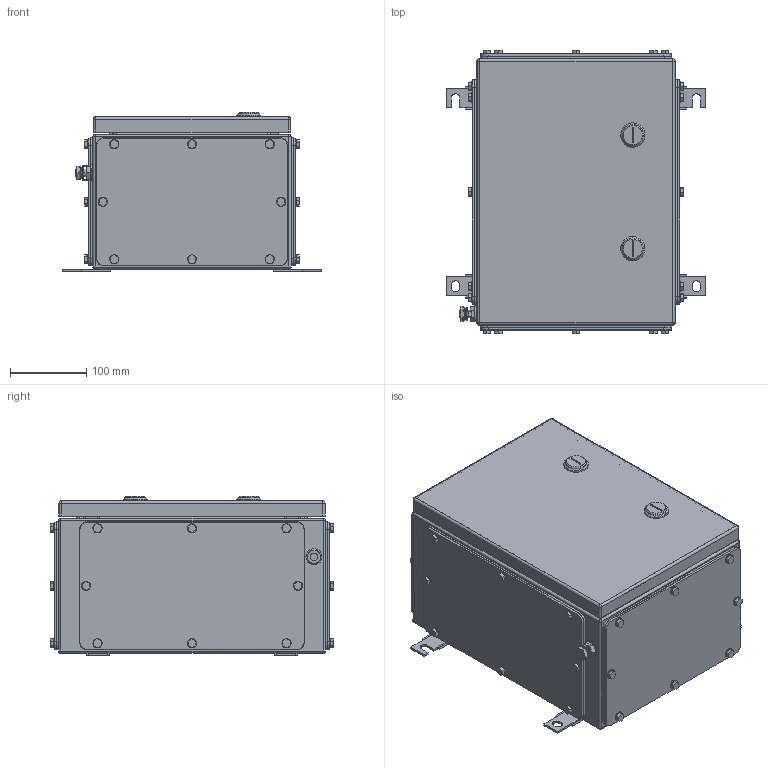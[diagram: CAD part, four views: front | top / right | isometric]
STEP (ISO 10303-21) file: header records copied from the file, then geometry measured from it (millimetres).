
FILE_DESCRIPTION(('CATIA V5 STEP Exchange','CAx-IF Rec.Pracs.--- Model Styling and Organization---1.4--- 2014-01-23'),'2;1');
FILE_NAME ('008794-7_6_1200210000_1200210000.stp','2022-10-04T07:40:07+00:00',('none'),('Weidmueller'),'CATIA Version 5-6 Release 2016 SP3 HF44','CATIA V5 STEP AP214','none');
FILE_SCHEMA(('AUTOMOTIVE_DESIGN { 1 0 10303 214 1 1 1 1 }'));
Products named in the file (1): 1200210000
Bounding box: 341 x 372 x 209.8 mm (x, y, z)
Volume: 1360447.6 mm3; surface area: 1302375.9 mm2
Topology: 117 solids, 119 shells, 2359 faces, 5428 edges, 3416 vertices
Faces by surface type: cylinder 1074, plane 1003, cone 228, sphere 24, torus 22, bspline 8
Entity records: 64426 total; most frequent: CARTESIAN_POINT 14291, ORIENTED_EDGE 10656, DIRECTION 8411, EDGE_CURVE 5328, AXIS2_PLACEMENT_3D 3703, VERTEX_POINT 3416, VECTOR 2944, LINE 2944
